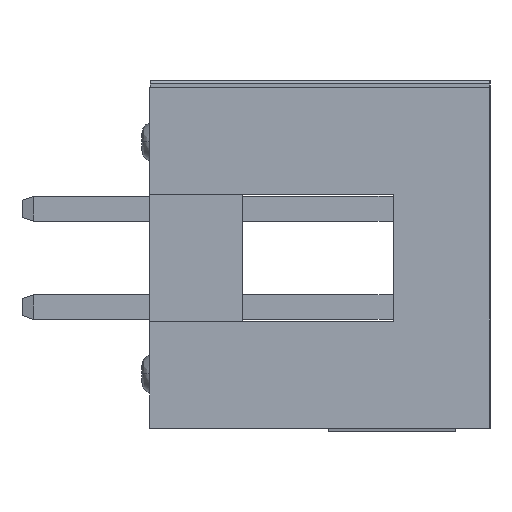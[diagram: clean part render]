
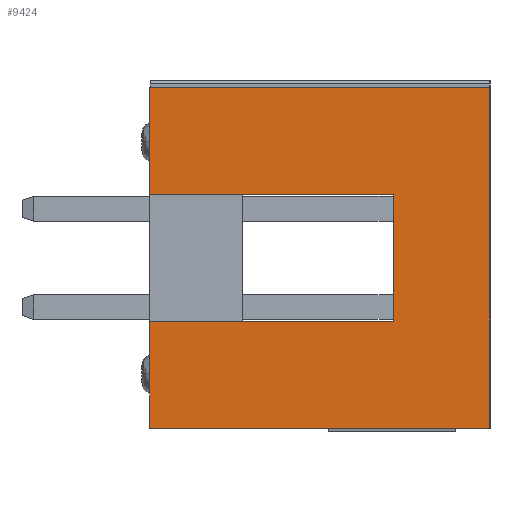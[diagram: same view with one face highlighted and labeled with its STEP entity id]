
A CAD part, left-side view. The second image highlights one B-rep face of the part: STEP entity #9424.
In plain terms, the highlighted planar face has unit normal (-1, 0, 0).
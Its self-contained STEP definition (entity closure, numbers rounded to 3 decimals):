
#30=DIRECTION('',(0.,0.,1.));
#31=VECTOR('',#30,8.8);
#32=CARTESIAN_POINT('',(-20.32,0.,-4.4));
#33=LINE('',#32,#31);
#728=DIRECTION('',(0.,0.,1.));
#729=VECTOR('',#728,2.75);
#730=CARTESIAN_POINT('',(-20.32,8.8,1.65));
#731=LINE('',#730,#729);
#744=DIRECTION('',(0.,0.,1.));
#745=VECTOR('',#744,2.75);
#746=CARTESIAN_POINT('',(-20.32,8.8,-4.4));
#747=LINE('',#746,#745);
#1344=DIRECTION('',(0.,-1.,0.));
#1345=VECTOR('',#1344,6.3);
#1346=CARTESIAN_POINT('',(-20.32,8.8,-1.65));
#1347=LINE('',#1346,#1345);
#1348=DIRECTION('',(0.,0.,1.));
#1349=VECTOR('',#1348,3.3);
#1350=CARTESIAN_POINT('',(-20.32,2.5,-1.65));
#1351=LINE('',#1350,#1349);
#1352=DIRECTION('',(0.,-1.,0.));
#1353=VECTOR('',#1352,6.3);
#1354=CARTESIAN_POINT('',(-20.32,8.8,1.65));
#1355=LINE('',#1354,#1353);
#1356=DIRECTION('',(0.,1.,0.));
#1357=VECTOR('',#1356,8.8);
#1358=CARTESIAN_POINT('',(-20.32,0.,-4.4));
#1359=LINE('',#1358,#1357);
#1396=DIRECTION('',(0.,1.,0.));
#1397=VECTOR('',#1396,8.8);
#1398=CARTESIAN_POINT('',(-20.32,0.,4.4));
#1399=LINE('',#1398,#1397);
#6306=CARTESIAN_POINT('',(-20.32,0.,-4.4));
#6307=CARTESIAN_POINT('',(-20.32,0.,4.4));
#6308=VERTEX_POINT('',#6306);
#6309=VERTEX_POINT('',#6307);
#6314=CARTESIAN_POINT('',(-20.32,8.8,4.4));
#6316=VERTEX_POINT('',#6314);
#6318=CARTESIAN_POINT('',(-20.32,8.8,-4.4));
#6319=VERTEX_POINT('',#6318);
#6334=CARTESIAN_POINT('',(-20.32,8.8,-1.65));
#6335=VERTEX_POINT('',#6334);
#6336=CARTESIAN_POINT('',(-20.32,8.8,1.65));
#6337=VERTEX_POINT('',#6336);
#6338=CARTESIAN_POINT('',(-20.32,2.5,-1.65));
#6339=VERTEX_POINT('',#6338);
#6340=CARTESIAN_POINT('',(-20.32,2.5,1.65));
#6341=VERTEX_POINT('',#6340);
#9406=CARTESIAN_POINT('',(-20.32,0.,-4.4));
#9407=DIRECTION('',(-1.,0.,0.));
#9408=DIRECTION('',(0.,0.,1.));
#9409=AXIS2_PLACEMENT_3D('',#9406,#9407,#9408);
#9410=PLANE('',#9409);
#9412=ORIENTED_EDGE('',*,*,#9411,.T.);
#9414=ORIENTED_EDGE('',*,*,#9413,.T.);
#9415=ORIENTED_EDGE('',*,*,#9395,.F.);
#9416=ORIENTED_EDGE('',*,*,#8902,.T.);
#9418=ORIENTED_EDGE('',*,*,#9417,.F.);
#9419=ORIENTED_EDGE('',*,*,#8269,.F.);
#9420=ORIENTED_EDGE('',*,*,#8380,.T.);
#9421=ORIENTED_EDGE('',*,*,#8910,.T.);
#9422=EDGE_LOOP('',(#9412,#9414,#9415,#9416,#9418,#9419,#9420,#9421));
#9423=FACE_OUTER_BOUND('',#9422,.F.);
#8269=EDGE_CURVE('',#6308,#6309,#33,.T.);
#8380=EDGE_CURVE('',#6308,#6319,#1359,.T.);
#8902=EDGE_CURVE('',#6337,#6316,#731,.T.);
#8910=EDGE_CURVE('',#6319,#6335,#747,.T.);
#9395=EDGE_CURVE('',#6337,#6341,#1355,.T.);
#9411=EDGE_CURVE('',#6335,#6339,#1347,.T.);
#9413=EDGE_CURVE('',#6339,#6341,#1351,.T.);
#9417=EDGE_CURVE('',#6309,#6316,#1399,.T.);
#9424=ADVANCED_FACE('',(#9423),#9410,.T.);
